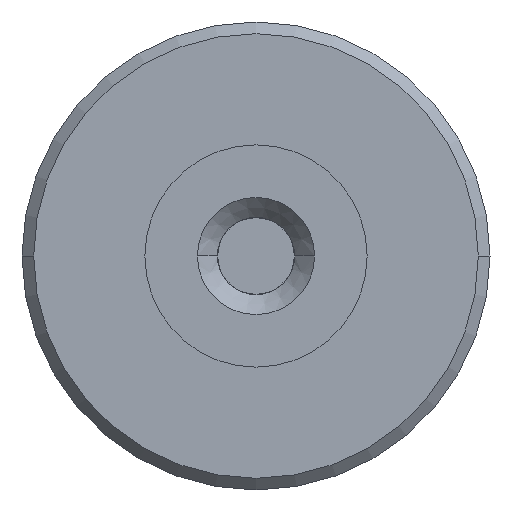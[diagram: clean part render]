
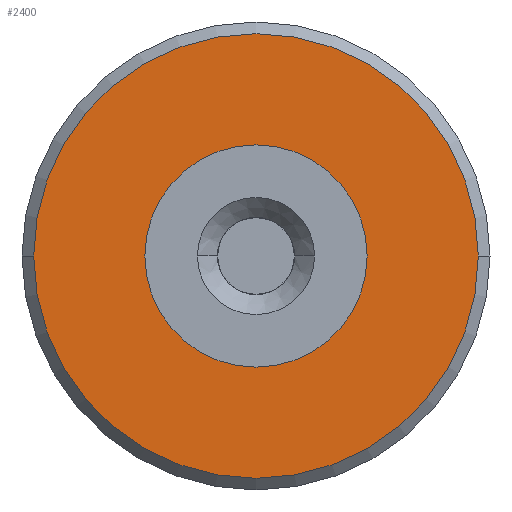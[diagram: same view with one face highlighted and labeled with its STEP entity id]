
A CAD part, front view. The second image highlights one B-rep face of the part: STEP entity #2400.
In plain terms, the highlighted planar face has unit normal (0, -1, 0).
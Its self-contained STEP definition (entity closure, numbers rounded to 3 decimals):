
#2010=CARTESIAN_POINT('',(30.215,3.8,8.478));
#2020=DIRECTION('',(0.,1.,-0.));
#2030=DIRECTION('',(-0.866,0.,0.5));
#2040=AXIS2_PLACEMENT_3D('',#2010,#2020,#2030);
#2050=PLANE('',#2040);
#2060=CARTESIAN_POINT('',(8.,3.8,0.));
#2070=DIRECTION('',(0.,-1.,0.));
#2080=DIRECTION('',(-1.,0.,0.));
#2090=AXIS2_PLACEMENT_3D('',#2060,#2070,#2080);
#2100=CIRCLE('',#2090,4.75);
#2110=CARTESIAN_POINT('',(3.25,3.8,0.));
#2120=VERTEX_POINT('',#2110);
#2130=CARTESIAN_POINT('',(12.75,3.8,0.));
#2140=VERTEX_POINT('',#2130);
#2150=EDGE_CURVE('',#2120,#2140,#2100,.T.);
#2160=ORIENTED_EDGE('',*,*,#2150,.F.);
#2170=EDGE_CURVE('',#2140,#2120,#2100,.T.);
#2180=ORIENTED_EDGE('',*,*,#2170,.F.);
#2190=EDGE_LOOP('',(#2180,#2160));
#2200=FACE_BOUND('',#2190,.T.);
#2210=CARTESIAN_POINT('',(8.,3.8,0.));
#2220=DIRECTION('',(0.,1.,0.));
#2230=DIRECTION('',(1.,0.,0.));
#2240=AXIS2_PLACEMENT_3D('',#2210,#2220,#2230);
#2250=CIRCLE('',#2240,9.5);
#2260=CARTESIAN_POINT('',(-0.227,3.8,4.75));
#2270=VERTEX_POINT('',#2260);
#2280=CARTESIAN_POINT('',(17.5,3.8,0.));
#2290=VERTEX_POINT('',#2280);
#2300=EDGE_CURVE('',#2270,#2290,#2250,.T.);
#2310=ORIENTED_EDGE('',*,*,#2300,.F.);
#2320=CARTESIAN_POINT('',(-1.5,3.8,0.));
#2330=VERTEX_POINT('',#2320);
#2340=EDGE_CURVE('',#2290,#2330,#2250,.T.);
#2350=ORIENTED_EDGE('',*,*,#2340,.F.);
#2360=EDGE_CURVE('',#2330,#2270,#2250,.T.);
#2370=ORIENTED_EDGE('',*,*,#2360,.F.);
#2380=EDGE_LOOP('',(#2370,#2350,#2310));
#2390=FACE_OUTER_BOUND('',#2380,.T.);
#2400=ADVANCED_FACE('',(#2200,#2390),#2050,.F.);
